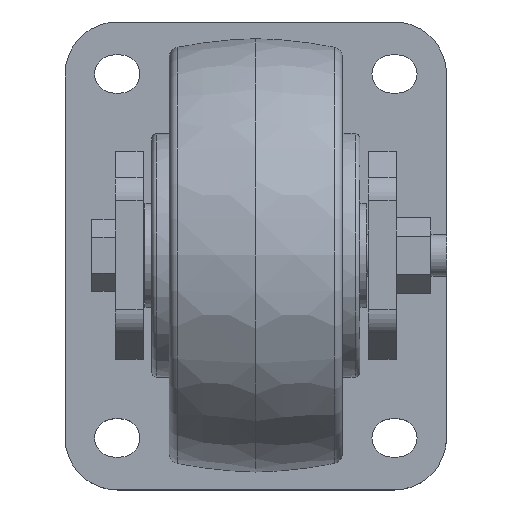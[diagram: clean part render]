
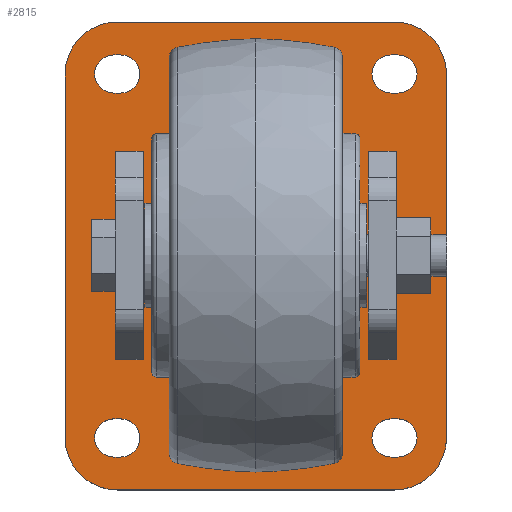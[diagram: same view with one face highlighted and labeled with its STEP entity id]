
A CAD part, top view. The second image highlights one B-rep face of the part: STEP entity #2815.
In plain terms, the highlighted planar face has unit normal (0, 0, 1).
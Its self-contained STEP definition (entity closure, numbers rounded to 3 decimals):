
#1353=LINE('',#14050,#1961);
#1374=LINE('',#15081,#1982);
#1384=LINE('',#15671,#1992);
#1385=LINE('',#15673,#1993);
#1386=LINE('',#15675,#1994);
#1387=LINE('',#15676,#1995);
#1388=LINE('',#15678,#1996);
#1389=LINE('',#15680,#1997);
#1390=LINE('',#15681,#1998);
#1391=LINE('',#15686,#1999);
#1392=LINE('',#15689,#2000);
#1393=LINE('',#15694,#2001);
#1394=LINE('',#15697,#2002);
#1395=LINE('',#15702,#2003);
#1396=LINE('',#15705,#2004);
#1397=LINE('',#15710,#2005);
#1398=LINE('',#15713,#2006);
#1399=LINE('',#15718,#2007);
#1400=LINE('',#15722,#2008);
#1401=LINE('',#15726,#2009);
#1961=VECTOR('',#11601,1.);
#1982=VECTOR('',#11646,1.);
#1992=VECTOR('',#11668,1.);
#1993=VECTOR('',#11669,1.);
#1994=VECTOR('',#11670,1.);
#1995=VECTOR('',#11671,1.);
#1996=VECTOR('',#11672,1.);
#1997=VECTOR('',#11673,1.);
#1998=VECTOR('',#11674,1.);
#1999=VECTOR('',#11677,1.);
#2000=VECTOR('',#11680,1.);
#2001=VECTOR('',#11683,1.);
#2002=VECTOR('',#11686,1.);
#2003=VECTOR('',#11689,1.);
#2004=VECTOR('',#11692,1.);
#2005=VECTOR('',#11695,1.);
#2006=VECTOR('',#11698,1.);
#2007=VECTOR('',#11701,1.);
#2008=VECTOR('',#11704,1.);
#2009=VECTOR('',#11707,1.);
#2815=ADVANCED_FACE('',(#4373,#4374,#4375,#4376,#4377,#4378,#3755),#3421,
.T.);
#3421=PLANE('',#11061);
#3755=FACE_OUTER_BOUND('',#4551,.T.);
#4373=FACE_BOUND('',#4545,.T.);
#4374=FACE_BOUND('',#4546,.T.);
#4375=FACE_BOUND('',#4547,.T.);
#4376=FACE_BOUND('',#4548,.T.);
#4377=FACE_BOUND('',#4549,.T.);
#4378=FACE_BOUND('',#4550,.T.);
#4545=EDGE_LOOP('',(#5659,#5660,#5661,#5662));
#4546=EDGE_LOOP('',(#5663,#5664,#5665,#5666));
#4547=EDGE_LOOP('',(#5667,#5668,#5669,#5670));
#4548=EDGE_LOOP('',(#5671,#5672,#5673,#5674));
#4549=EDGE_LOOP('',(#5675,#5676,#5677,#5678));
#4550=EDGE_LOOP('',(#5679,#5680,#5681,#5682));
#4551=EDGE_LOOP('',(#5683,#5684,#5685,#5686,#5687,#5688,#5689,#5690));
#5659=ORIENTED_EDGE('',*,*,#9778,.F.);
#5660=ORIENTED_EDGE('',*,*,#9665,.T.);
#5661=ORIENTED_EDGE('',*,*,#9779,.T.);
#5662=ORIENTED_EDGE('',*,*,#9780,.F.);
#5663=ORIENTED_EDGE('',*,*,#9781,.T.);
#5664=ORIENTED_EDGE('',*,*,#9782,.T.);
#5665=ORIENTED_EDGE('',*,*,#9783,.F.);
#5666=ORIENTED_EDGE('',*,*,#9469,.F.);
#5667=ORIENTED_EDGE('',*,*,#9784,.T.);
#5668=ORIENTED_EDGE('',*,*,#9785,.F.);
#5669=ORIENTED_EDGE('',*,*,#9786,.F.);
#5670=ORIENTED_EDGE('',*,*,#9787,.F.);
#5671=ORIENTED_EDGE('',*,*,#9788,.T.);
#5672=ORIENTED_EDGE('',*,*,#9789,.F.);
#5673=ORIENTED_EDGE('',*,*,#9790,.F.);
#5674=ORIENTED_EDGE('',*,*,#9791,.F.);
#5675=ORIENTED_EDGE('',*,*,#9792,.T.);
#5676=ORIENTED_EDGE('',*,*,#9793,.F.);
#5677=ORIENTED_EDGE('',*,*,#9794,.F.);
#5678=ORIENTED_EDGE('',*,*,#9795,.F.);
#5679=ORIENTED_EDGE('',*,*,#9796,.T.);
#5680=ORIENTED_EDGE('',*,*,#9797,.F.);
#5681=ORIENTED_EDGE('',*,*,#9798,.F.);
#5682=ORIENTED_EDGE('',*,*,#9799,.F.);
#5683=ORIENTED_EDGE('',*,*,#9800,.F.);
#5684=ORIENTED_EDGE('',*,*,#9801,.T.);
#5685=ORIENTED_EDGE('',*,*,#9802,.F.);
#5686=ORIENTED_EDGE('',*,*,#9803,.T.);
#5687=ORIENTED_EDGE('',*,*,#9804,.F.);
#5688=ORIENTED_EDGE('',*,*,#9805,.T.);
#5689=ORIENTED_EDGE('',*,*,#9806,.F.);
#5690=ORIENTED_EDGE('',*,*,#9807,.T.);
#8422=VERTEX_POINT('',#14049);
#8423=VERTEX_POINT('',#14051);
#8618=VERTEX_POINT('',#15080);
#8619=VERTEX_POINT('',#15082);
#8731=VERTEX_POINT('',#15672);
#8732=VERTEX_POINT('',#15674);
#8733=VERTEX_POINT('',#15677);
#8734=VERTEX_POINT('',#15679);
#8735=VERTEX_POINT('',#15682);
#8736=VERTEX_POINT('',#15683);
#8737=VERTEX_POINT('',#15685);
#8738=VERTEX_POINT('',#15687);
#8739=VERTEX_POINT('',#15690);
#8740=VERTEX_POINT('',#15691);
#8741=VERTEX_POINT('',#15693);
#8742=VERTEX_POINT('',#15695);
#8743=VERTEX_POINT('',#15698);
#8744=VERTEX_POINT('',#15699);
#8745=VERTEX_POINT('',#15701);
#8746=VERTEX_POINT('',#15703);
#8747=VERTEX_POINT('',#15706);
#8748=VERTEX_POINT('',#15707);
#8749=VERTEX_POINT('',#15709);
#8750=VERTEX_POINT('',#15711);
#8751=VERTEX_POINT('',#15714);
#8752=VERTEX_POINT('',#15715);
#8753=VERTEX_POINT('',#15717);
#8754=VERTEX_POINT('',#15719);
#8755=VERTEX_POINT('',#15721);
#8756=VERTEX_POINT('',#15723);
#8757=VERTEX_POINT('',#15725);
#8758=VERTEX_POINT('',#15727);
#9469=EDGE_CURVE('',#8422,#8423,#1353,.T.);
#9665=EDGE_CURVE('',#8619,#8618,#1374,.T.);
#9778=EDGE_CURVE('',#8619,#8731,#1384,.T.);
#9779=EDGE_CURVE('',#8618,#8732,#1385,.T.);
#9780=EDGE_CURVE('',#8731,#8732,#1386,.T.);
#9781=EDGE_CURVE('',#8422,#8733,#1387,.T.);
#9782=EDGE_CURVE('',#8733,#8734,#1388,.T.);
#9783=EDGE_CURVE('',#8423,#8734,#1389,.T.);
#9784=EDGE_CURVE('',#8735,#8736,#1390,.T.);
#9785=EDGE_CURVE('',#8737,#8736,#10913,.T.);
#9786=EDGE_CURVE('',#8738,#8737,#1391,.T.);
#9787=EDGE_CURVE('',#8735,#8738,#10914,.T.);
#9788=EDGE_CURVE('',#8739,#8740,#1392,.T.);
#9789=EDGE_CURVE('',#8741,#8740,#10915,.T.);
#9790=EDGE_CURVE('',#8742,#8741,#1393,.T.);
#9791=EDGE_CURVE('',#8739,#8742,#10916,.T.);
#9792=EDGE_CURVE('',#8743,#8744,#1394,.T.);
#9793=EDGE_CURVE('',#8745,#8744,#10917,.T.);
#9794=EDGE_CURVE('',#8746,#8745,#1395,.T.);
#9795=EDGE_CURVE('',#8743,#8746,#10918,.T.);
#9796=EDGE_CURVE('',#8747,#8748,#1396,.T.);
#9797=EDGE_CURVE('',#8749,#8748,#10919,.T.);
#9798=EDGE_CURVE('',#8750,#8749,#1397,.T.);
#9799=EDGE_CURVE('',#8747,#8750,#10920,.T.);
#9800=EDGE_CURVE('',#8751,#8752,#1398,.T.);
#9801=EDGE_CURVE('',#8751,#8753,#10921,.T.);
#9802=EDGE_CURVE('',#8754,#8753,#1399,.T.);
#9803=EDGE_CURVE('',#8754,#8755,#10922,.T.);
#9804=EDGE_CURVE('',#8756,#8755,#1400,.T.);
#9805=EDGE_CURVE('',#8756,#8757,#10923,.T.);
#9806=EDGE_CURVE('',#8758,#8757,#1401,.T.);
#9807=EDGE_CURVE('',#8758,#8752,#10924,.T.);
#10913=CIRCLE('',#11049,5.5);
#10914=CIRCLE('',#11050,5.5);
#10915=CIRCLE('',#11051,5.5);
#10916=CIRCLE('',#11052,5.5);
#10917=CIRCLE('',#11053,5.5);
#10918=CIRCLE('',#11054,5.5);
#10919=CIRCLE('',#11055,5.5);
#10920=CIRCLE('',#11056,5.5);
#10921=CIRCLE('',#11057,15.);
#10922=CIRCLE('',#11058,15.);
#10923=CIRCLE('',#11059,15.);
#10924=CIRCLE('',#11060,15.);
#11049=AXIS2_PLACEMENT_3D('',#15684,#11675,#11676);
#11050=AXIS2_PLACEMENT_3D('',#15688,#11678,#11679);
#11051=AXIS2_PLACEMENT_3D('',#15692,#11681,#11682);
#11052=AXIS2_PLACEMENT_3D('',#15696,#11684,#11685);
#11053=AXIS2_PLACEMENT_3D('',#15700,#11687,#11688);
#11054=AXIS2_PLACEMENT_3D('',#15704,#11690,#11691);
#11055=AXIS2_PLACEMENT_3D('',#15708,#11693,#11694);
#11056=AXIS2_PLACEMENT_3D('',#15712,#11696,#11697);
#11057=AXIS2_PLACEMENT_3D('',#15716,#11699,#11700);
#11058=AXIS2_PLACEMENT_3D('',#15720,#11702,#11703);
#11059=AXIS2_PLACEMENT_3D('',#15724,#11705,#11706);
#11060=AXIS2_PLACEMENT_3D('',#15728,#11708,#11709);
#11061=AXIS2_PLACEMENT_3D('',#15729,#11710,#11711);
#11601=DIRECTION('',(0.,1.,0.));
#11646=DIRECTION('',(0.,1.,0.));
#11668=DIRECTION('',(1.,0.,0.));
#11669=DIRECTION('',(1.,0.,0.));
#11670=DIRECTION('',(0.,1.,0.));
#11671=DIRECTION('',(-1.,0.,0.));
#11672=DIRECTION('',(0.,1.,0.));
#11673=DIRECTION('',(-1.,0.,0.));
#11674=DIRECTION('',(1.,0.,0.));
#11675=DIRECTION('',(0.,0.,1.));
#11676=DIRECTION('',(0.,-1.,0.));
#11677=DIRECTION('',(1.,0.,0.));
#11678=DIRECTION('',(0.,0.,1.));
#11679=DIRECTION('',(0.,-1.,0.));
#11680=DIRECTION('',(1.,0.,0.));
#11681=DIRECTION('',(0.,0.,1.));
#11682=DIRECTION('',(0.,-1.,0.));
#11683=DIRECTION('',(1.,0.,0.));
#11684=DIRECTION('',(0.,0.,1.));
#11685=DIRECTION('',(0.,-1.,0.));
#11686=DIRECTION('',(1.,0.,0.));
#11687=DIRECTION('',(0.,0.,1.));
#11688=DIRECTION('',(0.,-1.,0.));
#11689=DIRECTION('',(1.,0.,0.));
#11690=DIRECTION('',(0.,0.,1.));
#11691=DIRECTION('',(0.,-1.,0.));
#11692=DIRECTION('',(1.,0.,0.));
#11693=DIRECTION('',(0.,0.,1.));
#11694=DIRECTION('',(0.,-1.,0.));
#11695=DIRECTION('',(1.,0.,0.));
#11696=DIRECTION('',(0.,0.,1.));
#11697=DIRECTION('',(0.,-1.,0.));
#11698=DIRECTION('',(1.,0.,0.));
#11699=DIRECTION('',(0.,0.,1.));
#11700=DIRECTION('',(0.,-1.,0.));
#11701=DIRECTION('',(0.,1.,0.));
#11702=DIRECTION('',(0.,0.,1.));
#11703=DIRECTION('',(0.,-1.,0.));
#11704=DIRECTION('',(-1.,0.,0.));
#11705=DIRECTION('',(0.,0.,1.));
#11706=DIRECTION('',(0.,-1.,0.));
#11707=DIRECTION('',(0.,-1.,0.));
#11708=DIRECTION('',(0.,0.,1.));
#11709=DIRECTION('',(0.,-1.,0.));
#11710=DIRECTION('',(0.,0.,1.));
#11711=DIRECTION('',(0.,-1.,0.));
#14049=CARTESIAN_POINT('',(40.5,-30.,-99.5));
#14050=CARTESIAN_POINT('',(40.5,-30.,-99.5));
#14051=CARTESIAN_POINT('',(40.5,30.,-99.5));
#15080=CARTESIAN_POINT('',(-40.5,30.,-99.5));
#15081=CARTESIAN_POINT('',(-40.5,-30.,-99.5));
#15082=CARTESIAN_POINT('',(-40.5,-30.,-99.5));
#15671=CARTESIAN_POINT('',(-40.5,-30.,-99.5));
#15672=CARTESIAN_POINT('',(-32.5,-30.,-99.5));
#15673=CARTESIAN_POINT('',(-40.5,30.,-99.5));
#15674=CARTESIAN_POINT('',(-32.5,30.,-99.5));
#15675=CARTESIAN_POINT('',(-32.5,-30.,-99.5));
#15676=CARTESIAN_POINT('',(40.5,-30.,-99.5));
#15677=CARTESIAN_POINT('',(32.5,-30.,-99.5));
#15678=CARTESIAN_POINT('',(32.5,-30.,-99.5));
#15679=CARTESIAN_POINT('',(32.5,30.,-99.5));
#15680=CARTESIAN_POINT('',(40.5,30.,-99.5));
#15681=CARTESIAN_POINT('',(-40.,58.,-99.5));
#15682=CARTESIAN_POINT('',(-41.,58.,-99.5));
#15683=CARTESIAN_POINT('',(-39.,58.,-99.5));
#15684=CARTESIAN_POINT('',(-39.,52.5,-99.5));
#15685=CARTESIAN_POINT('',(-39.,47.,-99.5));
#15686=CARTESIAN_POINT('',(-40.,47.,-99.5));
#15687=CARTESIAN_POINT('',(-41.,47.,-99.5));
#15688=CARTESIAN_POINT('',(-41.,52.5,-99.5));
#15689=CARTESIAN_POINT('',(40.,58.,-99.5));
#15690=CARTESIAN_POINT('',(39.,58.,-99.5));
#15691=CARTESIAN_POINT('',(41.,58.,-99.5));
#15692=CARTESIAN_POINT('',(41.,52.5,-99.5));
#15693=CARTESIAN_POINT('',(41.,47.,-99.5));
#15694=CARTESIAN_POINT('',(40.,47.,-99.5));
#15695=CARTESIAN_POINT('',(39.,47.,-99.5));
#15696=CARTESIAN_POINT('',(39.,52.5,-99.5));
#15697=CARTESIAN_POINT('',(-40.,-47.,-99.5));
#15698=CARTESIAN_POINT('',(-41.,-47.,-99.5));
#15699=CARTESIAN_POINT('',(-39.,-47.,-99.5));
#15700=CARTESIAN_POINT('',(-39.,-52.5,-99.5));
#15701=CARTESIAN_POINT('',(-39.,-58.,-99.5));
#15702=CARTESIAN_POINT('',(-40.,-58.,-99.5));
#15703=CARTESIAN_POINT('',(-41.,-58.,-99.5));
#15704=CARTESIAN_POINT('',(-41.,-52.5,-99.5));
#15705=CARTESIAN_POINT('',(40.,-47.,-99.5));
#15706=CARTESIAN_POINT('',(39.,-47.,-99.5));
#15707=CARTESIAN_POINT('',(41.,-47.,-99.5));
#15708=CARTESIAN_POINT('',(41.,-52.5,-99.5));
#15709=CARTESIAN_POINT('',(41.,-58.,-99.5));
#15710=CARTESIAN_POINT('',(40.,-58.,-99.5));
#15711=CARTESIAN_POINT('',(39.,-58.,-99.5));
#15712=CARTESIAN_POINT('',(39.,-52.5,-99.5));
#15713=CARTESIAN_POINT('',(0.,67.5,-99.5));
#15714=CARTESIAN_POINT('',(-40.,67.5,-99.5));
#15715=CARTESIAN_POINT('',(40.,67.5,-99.5));
#15716=CARTESIAN_POINT('',(-40.,52.5,-99.5));
#15717=CARTESIAN_POINT('',(-55.,52.5,-99.5));
#15718=CARTESIAN_POINT('',(-55.,0.,-99.5));
#15719=CARTESIAN_POINT('',(-55.,-52.5,-99.5));
#15720=CARTESIAN_POINT('',(-40.,-52.5,-99.5));
#15721=CARTESIAN_POINT('',(-40.,-67.5,-99.5));
#15722=CARTESIAN_POINT('',(0.,-67.5,-99.5));
#15723=CARTESIAN_POINT('',(40.,-67.5,-99.5));
#15724=CARTESIAN_POINT('',(40.,-52.5,-99.5));
#15725=CARTESIAN_POINT('',(55.,-52.5,-99.5));
#15726=CARTESIAN_POINT('',(55.,0.,-99.5));
#15727=CARTESIAN_POINT('',(55.,52.5,-99.5));
#15728=CARTESIAN_POINT('',(40.,52.5,-99.5));
#15729=CARTESIAN_POINT('',(0.,0.,-99.5));
